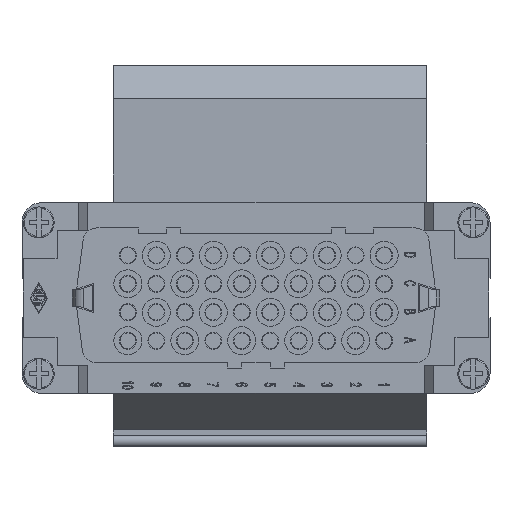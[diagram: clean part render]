
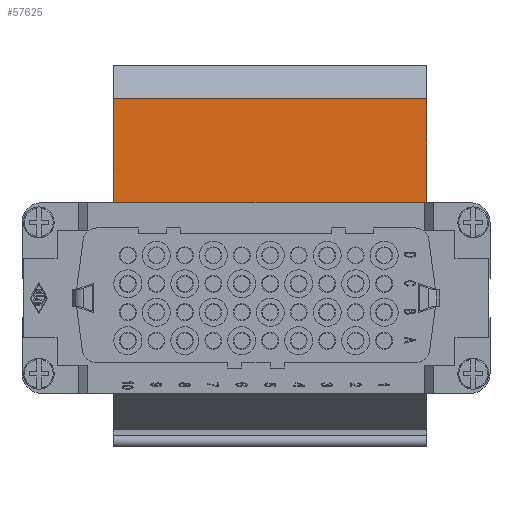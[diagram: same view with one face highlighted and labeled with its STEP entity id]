
A CAD part, front view. The second image highlights one B-rep face of the part: STEP entity #57625.
In plain terms, the highlighted planar face has unit normal (0, -1, 0).
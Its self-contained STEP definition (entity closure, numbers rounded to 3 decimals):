
#50622=CARTESIAN_POINT('',(-25.5,44.5,15.5));
#50623=VERTEX_POINT('',#50622);
#50630=CARTESIAN_POINT('',(-25.5,44.5,35.572));
#50631=VERTEX_POINT('',#50630);
#50632=CARTESIAN_POINT('',(-25.5,44.5,35.572));
#50633=DIRECTION('',(0.0,0.0,-1.0));
#50634=VECTOR('',#50633,20.072);
#50635=LINE('',#50632,#50634);
#50636=EDGE_CURVE('',#50631,#50623,#50635,.T.);
#57373=CARTESIAN_POINT('',(30.5,44.5,14.));
#57374=VERTEX_POINT('',#57373);
#57381=CARTESIAN_POINT('',(25.5,44.5,14.));
#57382=VERTEX_POINT('',#57381);
#57383=CARTESIAN_POINT('',(25.5,44.5,14.));
#57384=DIRECTION('',(1.0,0.0,0.0));
#57385=VECTOR('',#57384,5.0);
#57386=LINE('',#57383,#57385);
#57387=EDGE_CURVE('',#57382,#57374,#57386,.T.);
#57439=CARTESIAN_POINT('',(30.5,44.5,35.572));
#57440=VERTEX_POINT('',#57439);
#57447=CARTESIAN_POINT('',(30.5,44.5,14.));
#57448=DIRECTION('',(0.0,0.0,1.0));
#57449=VECTOR('',#57448,21.572);
#57450=LINE('',#57447,#57449);
#57451=EDGE_CURVE('',#57374,#57440,#57450,.T.);
#57471=CARTESIAN_POINT('',(-25.5,44.5,35.572));
#57472=DIRECTION('',(1.0,0.0,0.0));
#57473=VECTOR('',#57472,56.);
#57474=LINE('',#57471,#57473);
#57475=EDGE_CURVE('',#50631,#57440,#57474,.T.);
#57600=CARTESIAN_POINT('',(-25.5,44.5,-26.5));
#57601=DIRECTION('',(0.0,-1.0,0.0));
#57602=DIRECTION('',(0.0,0.0,-1.0));
#57603=AXIS2_PLACEMENT_3D('',#57600,#57601,#57602);
#57604=PLANE('',#57603);
#57605=ORIENTED_EDGE('',*,*,#57387,.T.);
#57606=ORIENTED_EDGE('',*,*,#57451,.T.);
#57607=ORIENTED_EDGE('',*,*,#57475,.F.);
#57608=ORIENTED_EDGE('',*,*,#50636,.T.);
#57609=CARTESIAN_POINT('',(25.5,44.5,15.5));
#57610=VERTEX_POINT('',#57609);
#57611=CARTESIAN_POINT('',(-25.5,44.5,15.5));
#57612=DIRECTION('',(1.0,0.0,0.0));
#57613=VECTOR('',#57612,51.);
#57614=LINE('',#57611,#57613);
#57615=EDGE_CURVE('',#50623,#57610,#57614,.T.);
#57616=ORIENTED_EDGE('',*,*,#57615,.T.);
#57617=CARTESIAN_POINT('',(25.5,44.5,15.5));
#57618=DIRECTION('',(0.0,0.0,-1.0));
#57619=VECTOR('',#57618,1.5);
#57620=LINE('',#57617,#57619);
#57621=EDGE_CURVE('',#57610,#57382,#57620,.T.);
#57622=ORIENTED_EDGE('',*,*,#57621,.T.);
#57623=EDGE_LOOP('',(#57605,#57606,#57607,#57608,#57616,#57622));
#57624=FACE_OUTER_BOUND('',#57623,.T.);
#57625=ADVANCED_FACE('',(#57624),#57604,.T.);
